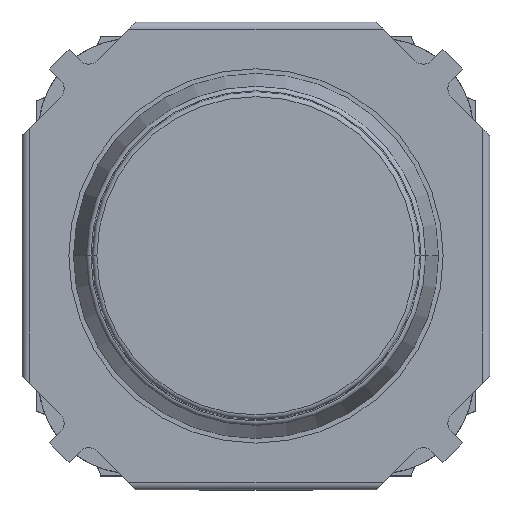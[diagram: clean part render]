
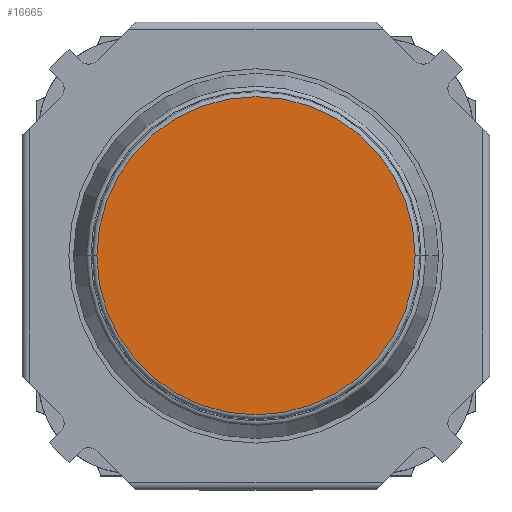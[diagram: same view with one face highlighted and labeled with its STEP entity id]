
A CAD part, top view. The second image highlights one B-rep face of the part: STEP entity #16665.
In plain terms, the highlighted planar face has unit normal (0, 0, 1).
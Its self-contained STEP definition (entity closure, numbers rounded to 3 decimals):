
#6456=CARTESIAN_POINT('',(0.,0.,4.));
#6457=DIRECTION('',(0.,0.,1.));
#6458=DIRECTION('',(-1.,0.,0.));
#6459=AXIS2_PLACEMENT_3D('',#6456,#6457,#6458);
#6464=CARTESIAN_POINT('',(0.,0.,4.));
#6465=DIRECTION('',(0.,0.,1.));
#6466=DIRECTION('',(1.,0.,0.));
#6467=AXIS2_PLACEMENT_3D('',#6464,#6465,#6466);
#11694=CARTESIAN_POINT('',(-3.4,0.,4.));
#11695=CARTESIAN_POINT('',(3.4,0.,4.));
#11696=VERTEX_POINT('',#11694);
#11697=VERTEX_POINT('',#11695);
#16655=CARTESIAN_POINT('',(0.,0.,4.));
#16656=DIRECTION('',(0.,0.,-1.));
#16657=DIRECTION('',(1.,0.,0.));
#16658=AXIS2_PLACEMENT_3D('',#16655,#16656,#16657);
#16659=PLANE('',#16658);
#16661=ORIENTED_EDGE('',*,*,#16660,.F.);
#16662=ORIENTED_EDGE('',*,*,#16645,.F.);
#16663=EDGE_LOOP('',(#16661,#16662));
#16664=FACE_OUTER_BOUND('',#16663,.F.);
#6460=CIRCLE('',#6459,3.4);
#6468=CIRCLE('',#6467,3.4);
#16645=EDGE_CURVE('',#11697,#11696,#6468,.T.);
#16660=EDGE_CURVE('',#11696,#11697,#6460,.T.);
#16665=ADVANCED_FACE('',(#16664),#16659,.F.);
